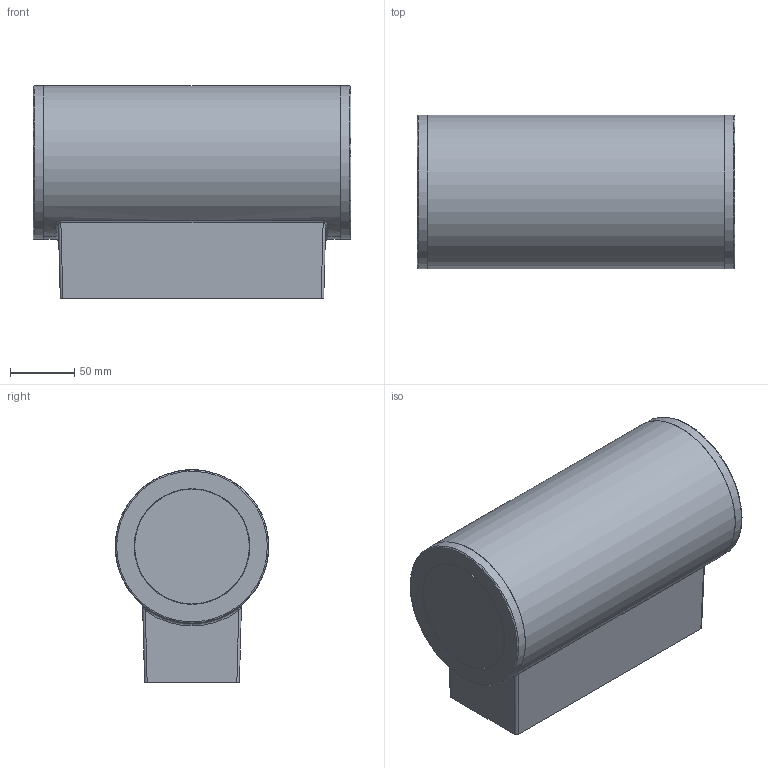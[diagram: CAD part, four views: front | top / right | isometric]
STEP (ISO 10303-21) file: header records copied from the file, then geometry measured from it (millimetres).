
FILE_DESCRIPTION (( 'STEP AP214' ), '1' );
FILE_NAME ('Round_LOD300.STEP', '2025-07-30T10:38:38', ( '' ), ( '' ), 'SwSTEP 2.0', 'SolidWorks 2024', '' );
FILE_SCHEMA (( 'AUTOMOTIVE_DESIGN' ));
Length unit declared in the file: millimetre
Products named in the file (1): Round_LOD300
Bounding box: 248 x 120 x 166 mm (x, y, z)
Volume: 820543.7 mm3; surface area: 449129.2 mm2
Topology: 10 solids, 10 shells, 291 faces, 749 edges, 511 vertices
Faces by surface type: plane 221, cylinder 30, bspline 20, cone 14, sphere 4, torus 2
Full cylindrical faces by diameter (mm): 82 x2
Entity records: 11757 total; most frequent: CARTESIAN_POINT 4862, ORIENTED_EDGE 1442, DIRECTION 1243, EDGE_CURVE 721, LINE 527, VECTOR 527, VERTEX_POINT 499, AXIS2_PLACEMENT_3D 358
